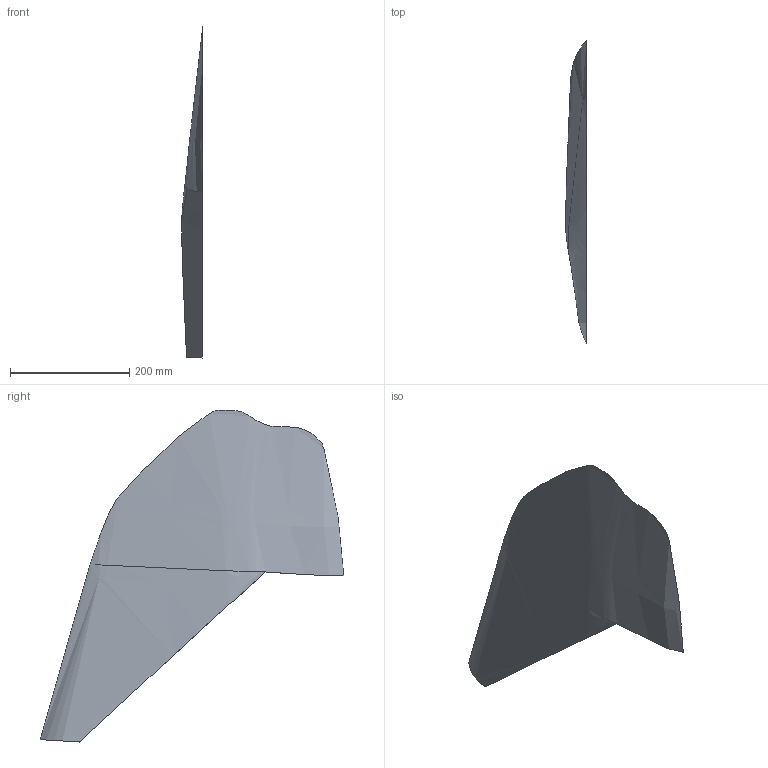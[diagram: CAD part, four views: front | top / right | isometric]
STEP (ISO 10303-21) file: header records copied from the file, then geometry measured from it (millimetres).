
FILE_DESCRIPTION (( 'STEP AP214' ), '1' );
FILE_NAME ('NFR25_Nosecone_mdf_1.STEP', '2024-10-26T20:02:38', ( '' ), ( '' ), 'SwSTEP 2.0', 'SolidWorks 2024', '' );
FILE_SCHEMA (( 'AUTOMOTIVE_DESIGN' ));
Length unit declared in the file: inch
Products named in the file (1): NFR25_Nosecone_mdf_1
Bounding box: 35.01 x 507.99 x 555.8 mm (x, y, z)
Volume: 2040204.1 mm3; surface area: 297221.2 mm2
Topology: 1 solids, 1 shells, 6 faces, 12 edges, 7 vertices
Faces by surface type: bspline 4, plane 2
Entity records: 3241 total; most frequent: CARTESIAN_POINT 3120, ORIENTED_EDGE 22, EDGE_CURVE 11, DIRECTION 9, B_SPLINE_CURVE_WITH_KNOTS 8, VERTEX_POINT 7, FACE_OUTER_BOUND 6, ADVANCED_FACE 6
